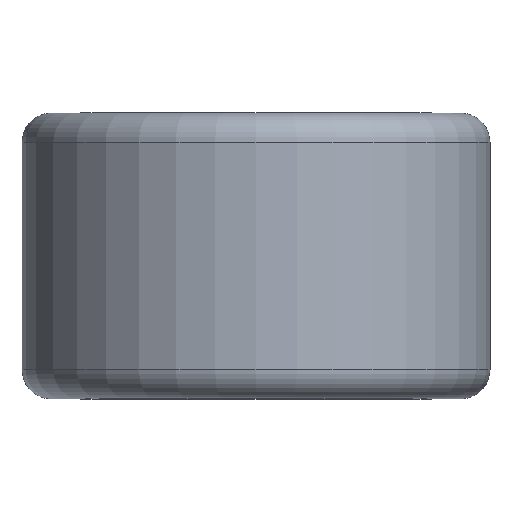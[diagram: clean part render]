
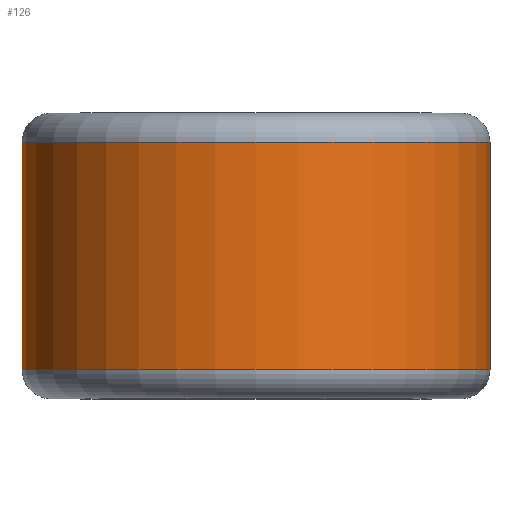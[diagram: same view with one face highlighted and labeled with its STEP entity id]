
A CAD part, top view. The second image highlights one B-rep face of the part: STEP entity #126.
In plain terms, the highlighted cylindrical face has radius 5.077 mm (diameter 10.155 mm), a full revolution.
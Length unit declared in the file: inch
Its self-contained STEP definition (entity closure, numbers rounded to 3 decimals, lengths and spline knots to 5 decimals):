
#15=LINE('',#235,#17);
#17=VECTOR('',#189,0.19989);
#19=CYLINDRICAL_SURFACE('',#153,0.19989);
#27=FACE_OUTER_BOUND('',#36,.T.);
#36=EDGE_LOOP('',(#93,#94,#95,#96,#97,#98));
#43=CIRCLE('',#147,0.19989);
#46=CIRCLE('',#150,0.19989);
#48=CIRCLE('',#154,0.19989);
#49=CIRCLE('',#155,0.19989);
#58=VERTEX_POINT('',#221);
#59=VERTEX_POINT('',#222);
#62=VERTEX_POINT('',#232);
#63=VERTEX_POINT('',#233);
#69=EDGE_CURVE('',#58,#59,#43,.T.);
#72=EDGE_CURVE('',#59,#58,#46,.T.);
#74=EDGE_CURVE('',#62,#63,#48,.T.);
#75=EDGE_CURVE('',#62,#58,#15,.T.);
#76=EDGE_CURVE('',#63,#62,#49,.T.);
#93=ORIENTED_EDGE('',*,*,#74,.F.);
#94=ORIENTED_EDGE('',*,*,#75,.T.);
#95=ORIENTED_EDGE('',*,*,#72,.F.);
#96=ORIENTED_EDGE('',*,*,#69,.F.);
#97=ORIENTED_EDGE('',*,*,#75,.F.);
#98=ORIENTED_EDGE('',*,*,#76,.F.);
#126=ADVANCED_FACE('',(#27),#19,.T.);
#147=AXIS2_PLACEMENT_3D('',#223,#173,#174);
#150=AXIS2_PLACEMENT_3D('',#227,#179,#180);
#153=AXIS2_PLACEMENT_3D('',#231,#185,#186);
#154=AXIS2_PLACEMENT_3D('',#234,#187,#188);
#155=AXIS2_PLACEMENT_3D('',#236,#190,#191);
#173=DIRECTION('center_axis',(0.,1.,0.));
#174=DIRECTION('ref_axis',(1.,0.,0.));
#179=DIRECTION('center_axis',(0.,1.,0.));
#180=DIRECTION('ref_axis',(1.,0.,0.));
#185=DIRECTION('center_axis',(0.,-1.,0.));
#186=DIRECTION('ref_axis',(1.,0.,0.));
#187=DIRECTION('center_axis',(0.,-1.,0.));
#188=DIRECTION('ref_axis',(1.,0.,0.));
#189=DIRECTION('',(0.,1.,0.));
#190=DIRECTION('center_axis',(0.,-1.,0.));
#191=DIRECTION('ref_axis',(1.,0.,0.));
#221=CARTESIAN_POINT('',(0.17011,0.097,7.2));
#222=CARTESIAN_POINT('',(0.37,0.097,7.39989));
#223=CARTESIAN_POINT('Origin',(0.37,0.097,7.2));
#227=CARTESIAN_POINT('Origin',(0.37,0.097,7.2));
#231=CARTESIAN_POINT('Origin',(0.37,0.,7.2));
#232=CARTESIAN_POINT('',(0.17011,-0.097,7.2));
#233=CARTESIAN_POINT('',(0.37,-0.097,7.39989));
#234=CARTESIAN_POINT('Origin',(0.37,-0.097,7.2));
#235=CARTESIAN_POINT('',(0.17011,0.,7.2));
#236=CARTESIAN_POINT('Origin',(0.37,-0.097,7.2));
